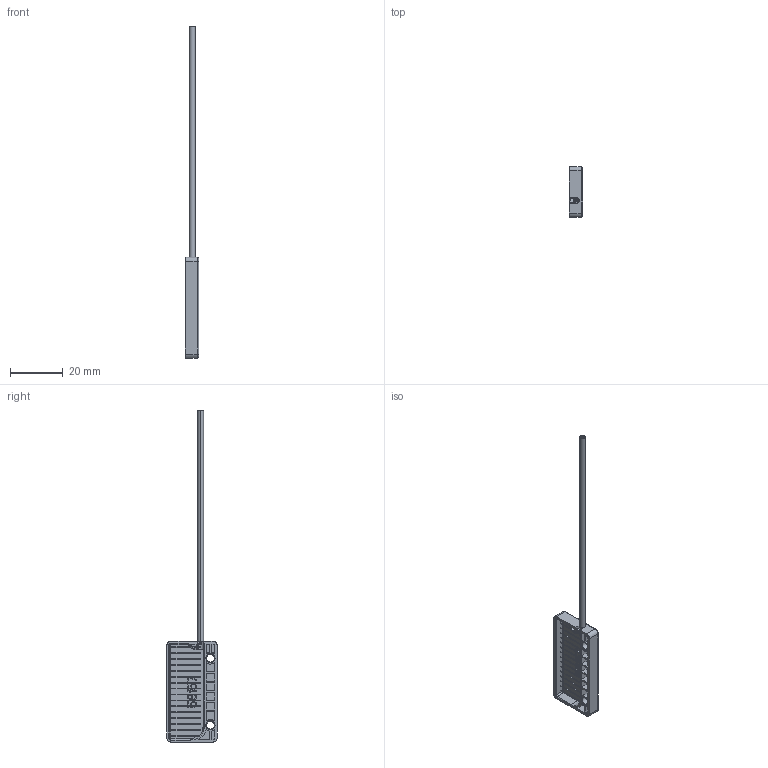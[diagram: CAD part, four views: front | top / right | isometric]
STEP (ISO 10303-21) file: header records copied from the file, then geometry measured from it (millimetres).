
FILE_DESCRIPTION((''),'2;1');
FILE_NAME('161896_ASM','2016-03-15T',('PDMAdmin'),(''),'PRO/ENGINEER BY PARAMETRIC TECHNOLOGY CORPORATION, 2013230','PRO/ENGINEER BY PARAMETRIC TECHNOLOGY CORPORATION, 2013230','');
FILE_SCHEMA(('CONFIG_CONTROL_DESIGN'));
Products named in the file (4): 66743; 10143; FIBER_CORE_010_0-25; 161896_ASM
Assembly tree (18 placements, depth 2):
  161896_ASM
    66743
    10143
    FIBER_CORE_010_0-25  x16
Bounding box: 5 x 19.05 x 125.76 mm (x, y, z)
Volume: 1686.1 mm3; surface area: 5069.4 mm2
Topology: 25 solids, 25 shells, 665 faces, 1694 edges, 1115 vertices
Faces by surface type: plane 413, cylinder 222, torus 13, cone 8, extrusion 7, sphere 1, bspline 1
Entity records: 19270 total; most frequent: CARTESIAN_POINT 3663, ORIENTED_EDGE 3208, DIRECTION 3207, EDGE_CURVE 1604, VECTOR 1155, LINE 1148, VERTEX_POINT 1055, AXIS2_PLACEMENT_3D 1026
